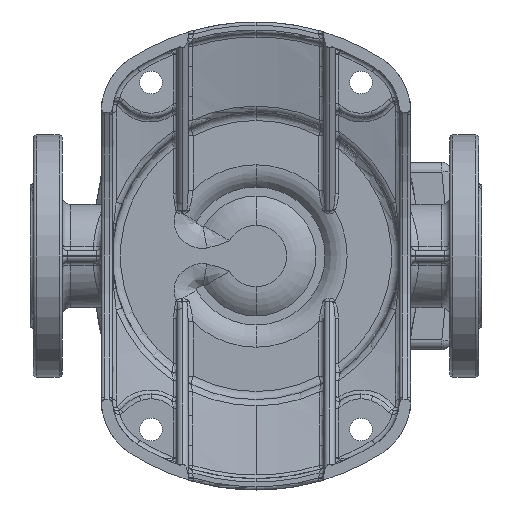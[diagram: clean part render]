
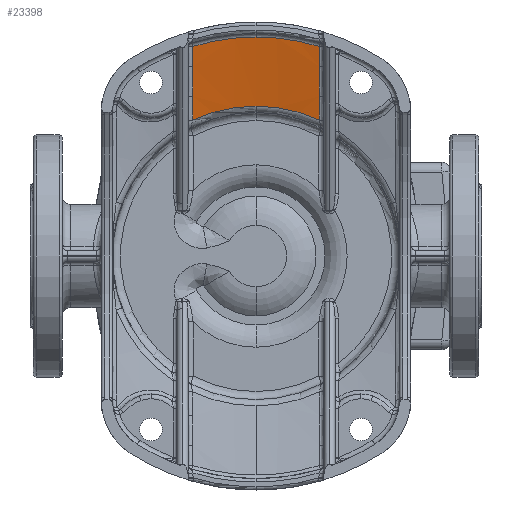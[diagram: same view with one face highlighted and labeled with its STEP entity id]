
A CAD part, front view. The second image highlights one B-rep face of the part: STEP entity #23398.
In plain terms, the highlighted conical face has half-angle 77 degrees and reference radius 38.425 mm.
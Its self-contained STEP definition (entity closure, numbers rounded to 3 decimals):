
#1074 = CIRCLE ( 'NONE', #9417, 135.675 ) ;
#3365 = CARTESIAN_POINT ( 'NONE',  ( -39.285, 33.35, 84.157 ) ) ;
#3562 = CIRCLE ( 'NONE', #45285, 92.875 ) ;
#3743 = CARTESIAN_POINT ( 'NONE',  ( -39.272, 32.382, 88.791 ) ) ;
#5598 = DIRECTION ( 'NONE',  ( 0., -1., 0. ) ) ;
#5990 = CARTESIAN_POINT ( 'NONE',  ( -39.195, 23.469, 129.89 ) ) ;
#6104 = CARTESIAN_POINT ( 'NONE',  ( -39.249, 30.2, 99.022 ) ) ;
#6455 = EDGE_CURVE ( 'NONE', #32698, #27990, #25959, .T. ) ;
#8827 = VERTEX_POINT ( 'NONE', #61157 ) ;
#9045 = EDGE_CURVE ( 'NONE', #41942, #36859, #56952, .T. ) ;
#9417 = AXIS2_PLACEMENT_3D ( 'NONE', #66212, #66968, #37109 ) ;
#11452 = CARTESIAN_POINT ( 'NONE',  ( 39.195, 23.469, 129.89 ) ) ;
#11575 = DIRECTION ( 'NONE',  ( 0., 0., -1. ) ) ;
#13582 = B_SPLINE_CURVE_WITH_KNOTS ( 'NONE', 3,
 ( #36239, #54920, #3743, #3365 ),
 .UNSPECIFIED., .F., .F.,
 ( 4, 4 ),
 ( 0., 1. ),
 .UNSPECIFIED. ) ;
#14255 = ORIENTED_EDGE ( 'NONE', *, *, #70987, .T. ) ;
#14347 = CARTESIAN_POINT ( 'NONE',  ( 39.249, 30.2, 99.022 ) ) ;
#14691 = B_SPLINE_CURVE_WITH_KNOTS ( 'NONE', 3,
 ( #45083, #29369, #23789, #73484, #68973, #69347, #11452 ),
 .UNSPECIFIED., .F., .F.,
 ( 4, 3, 4 ),
 ( 0., 0.006, 0.013 ),
 .UNSPECIFIED. ) ;
#15059 = CARTESIAN_POINT ( 'NONE',  ( 39.225, 27.649, 110.85 ) ) ;
#15682 = DIRECTION ( 'NONE',  ( 0., 0., -1. ) ) ;
#16965 = CARTESIAN_POINT ( 'NONE',  ( 0., 23.469, 135.675 ) ) ;
#17210 = CARTESIAN_POINT ( 'NONE',  ( -39.2, 24.331, 125.984 ) ) ;
#17816 = ORIENTED_EDGE ( 'NONE', *, *, #6455, .T. ) ;
#18764 = ORIENTED_EDGE ( 'NONE', *, *, #64698, .T. ) ;
#19917 = EDGE_CURVE ( 'NONE', #8827, #31456, #1074, .T. ) ;
#20328 = CARTESIAN_POINT ( 'NONE',  ( 39.249, 30.2, 99.022 ) ) ;
#21196 = CARTESIAN_POINT ( 'NONE',  ( 0., 33.35, 0. ) ) ;
#21314 = EDGE_CURVE ( 'NONE', #62325, #50817, #39316, .T. ) ;
#21768 = AXIS2_PLACEMENT_3D ( 'NONE', #28030, #5598, #11575 ) ;
#23398 = ADVANCED_FACE ( 'NONE', ( #66095 ), #29646, .F. ) ;
#23789 = CARTESIAN_POINT ( 'NONE',  ( 39.207, 25.353, 121.337 ) ) ;
#25390 = VERTEX_POINT ( 'NONE', #51245 ) ;
#25959 = B_SPLINE_CURVE_WITH_KNOTS ( 'NONE', 3,
 ( #5990, #35836, #17210, #35080, #51558, #29128, #69101 ),
 .UNSPECIFIED., .F., .F.,
 ( 4, 3, 4 ),
 ( 0., 0.006, 0.013 ),
 .UNSPECIFIED. ) ;
#26099 = AXIS2_PLACEMENT_3D ( 'NONE', #55268, #44054, #15682 ) ;
#26181 = B_SPLINE_CURVE_WITH_KNOTS ( 'NONE', 3,
 ( #20328, #26298, #15059, #43080 ),
 .UNSPECIFIED., .F., .F.,
 ( 4, 4 ),
 ( 0., 1. ),
 .UNSPECIFIED. ) ;
#26298 = CARTESIAN_POINT ( 'NONE',  ( 39.236, 28.98, 104.715 ) ) ;
#26636 = EDGE_CURVE ( 'NONE', #27990, #35069, #40621, .T. ) ;
#26990 = CARTESIAN_POINT ( 'NONE',  ( 39.272, 32.382, 88.791 ) ) ;
#27990 = VERTEX_POINT ( 'NONE', #56642 ) ;
#28030 = CARTESIAN_POINT ( 'NONE',  ( 0., 23.469, 0. ) ) ;
#29128 = CARTESIAN_POINT ( 'NONE',  ( -39.21, 25.728, 119.63 ) ) ;
#29369 = CARTESIAN_POINT ( 'NONE',  ( 39.211, 25.782, 119.383 ) ) ;
#29646 = CONICAL_SURFACE ( 'NONE', #26099, 38.425, 1.344 ) ;
#30467 = CARTESIAN_POINT ( 'NONE',  ( -39.285, 33.35, 84.157 ) ) ;
#31456 = VERTEX_POINT ( 'NONE', #16965 ) ;
#32698 = VERTEX_POINT ( 'NONE', #73892 ) ;
#35069 = VERTEX_POINT ( 'NONE', #6104 ) ;
#35080 = CARTESIAN_POINT ( 'NONE',  ( -39.203, 24.761, 124.031 ) ) ;
#35836 = CARTESIAN_POINT ( 'NONE',  ( -39.198, 23.9, 127.937 ) ) ;
#36239 = CARTESIAN_POINT ( 'NONE',  ( -39.249, 30.2, 99.022 ) ) ;
#36859 = VERTEX_POINT ( 'NONE', #14347 ) ;
#37109 = DIRECTION ( 'NONE',  ( 0., 0., -1. ) ) ;
#38613 = EDGE_CURVE ( 'NONE', #50817, #41942, #3562, .T. ) ;
#39251 = CARTESIAN_POINT ( 'NONE',  ( 0., 33.35, 92.875 ) ) ;
#39316 = CIRCLE ( 'NONE', #58403, 92.875 ) ;
#40621 = B_SPLINE_CURVE_WITH_KNOTS ( 'NONE', 3,
 ( #69576, #51665, #41557, #41934 ),
 .UNSPECIFIED., .F., .F.,
 ( 4, 4 ),
 ( 0., 1. ),
 .UNSPECIFIED. ) ;
#41557 = CARTESIAN_POINT ( 'NONE',  ( -39.236, 28.98, 104.715 ) ) ;
#41934 = CARTESIAN_POINT ( 'NONE',  ( -39.249, 30.2, 99.022 ) ) ;
#41942 = VERTEX_POINT ( 'NONE', #52721 ) ;
#43057 = CARTESIAN_POINT ( 'NONE',  ( 39.26, 31.332, 93.746 ) ) ;
#43080 = CARTESIAN_POINT ( 'NONE',  ( 39.214, 26.209, 117.43 ) ) ;
#43957 = DIRECTION ( 'NONE',  ( 0., 1., 0. ) ) ;
#44054 = DIRECTION ( 'NONE',  ( 0., -1., 0. ) ) ;
#44335 = DIRECTION ( 'NONE',  ( 0., 0., -1. ) ) ;
#45083 = CARTESIAN_POINT ( 'NONE',  ( 39.214, 26.209, 117.43 ) ) ;
#45285 = AXIS2_PLACEMENT_3D ( 'NONE', #21196, #43957, #44335 ) ;
#45779 = ORIENTED_EDGE ( 'NONE', *, *, #21314, .T. ) ;
#46313 = EDGE_CURVE ( 'NONE', #25390, #8827, #14691, .T. ) ;
#48663 = CARTESIAN_POINT ( 'NONE',  ( 39.249, 30.2, 99.022 ) ) ;
#48807 = EDGE_LOOP ( 'NONE', ( #45779, #58612, #53641, #58701, #51277, #50667, #14255, #17816, #50690, #18764 ) ) ;
#50667 = ORIENTED_EDGE ( 'NONE', *, *, #19917, .T. ) ;
#50690 = ORIENTED_EDGE ( 'NONE', *, *, #26636, .T. ) ;
#50817 = VERTEX_POINT ( 'NONE', #39251 ) ;
#51245 = CARTESIAN_POINT ( 'NONE',  ( 39.214, 26.209, 117.43 ) ) ;
#51277 = ORIENTED_EDGE ( 'NONE', *, *, #46313, .T. ) ;
#51399 = DIRECTION ( 'NONE',  ( 0., 1., 0. ) ) ;
#51558 = CARTESIAN_POINT ( 'NONE',  ( -39.207, 25.245, 121.831 ) ) ;
#51665 = CARTESIAN_POINT ( 'NONE',  ( -39.225, 27.649, 110.85 ) ) ;
#52707 = CIRCLE ( 'NONE', #21768, 135.675 ) ;
#52721 = CARTESIAN_POINT ( 'NONE',  ( 39.285, 33.35, 84.157 ) ) ;
#53641 = ORIENTED_EDGE ( 'NONE', *, *, #9045, .T. ) ;
#54920 = CARTESIAN_POINT ( 'NONE',  ( -39.26, 31.332, 93.746 ) ) ;
#55268 = CARTESIAN_POINT ( 'NONE',  ( 0., 45.921, 0. ) ) ;
#56642 = CARTESIAN_POINT ( 'NONE',  ( -39.214, 26.209, 117.43 ) ) ;
#56952 = B_SPLINE_CURVE_WITH_KNOTS ( 'NONE', 3,
 ( #66193, #26990, #43057, #48663 ),
 .UNSPECIFIED., .F., .F.,
 ( 4, 4 ),
 ( 0., 1. ),
 .UNSPECIFIED. ) ;
#56975 = CARTESIAN_POINT ( 'NONE',  ( 0., 33.35, 0. ) ) ;
#58403 = AXIS2_PLACEMENT_3D ( 'NONE', #56975, #51399, #69660 ) ;
#58612 = ORIENTED_EDGE ( 'NONE', *, *, #38613, .T. ) ;
#58701 = ORIENTED_EDGE ( 'NONE', *, *, #62546, .T. ) ;
#61157 = CARTESIAN_POINT ( 'NONE',  ( 39.195, 23.469, 129.89 ) ) ;
#62325 = VERTEX_POINT ( 'NONE', #30467 ) ;
#62546 = EDGE_CURVE ( 'NONE', #36859, #25390, #26181, .T. ) ;
#64698 = EDGE_CURVE ( 'NONE', #35069, #62325, #13582, .T. ) ;
#66095 = FACE_OUTER_BOUND ( 'NONE', #48807, .T. ) ;
#66193 = CARTESIAN_POINT ( 'NONE',  ( 39.285, 33.35, 84.157 ) ) ;
#66212 = CARTESIAN_POINT ( 'NONE',  ( 0., 23.469, 0. ) ) ;
#66968 = DIRECTION ( 'NONE',  ( 0., -1., 0. ) ) ;
#68973 = CARTESIAN_POINT ( 'NONE',  ( 39.201, 24.44, 125.49 ) ) ;
#69101 = CARTESIAN_POINT ( 'NONE',  ( -39.214, 26.209, 117.43 ) ) ;
#69347 = CARTESIAN_POINT ( 'NONE',  ( 39.198, 23.955, 127.69 ) ) ;
#69576 = CARTESIAN_POINT ( 'NONE',  ( -39.214, 26.209, 117.43 ) ) ;
#69660 = DIRECTION ( 'NONE',  ( 0., 0., -1. ) ) ;
#70987 = EDGE_CURVE ( 'NONE', #31456, #32698, #52707, .T. ) ;
#73484 = CARTESIAN_POINT ( 'NONE',  ( 39.205, 24.924, 123.29 ) ) ;
#73892 = CARTESIAN_POINT ( 'NONE',  ( -39.195, 23.469, 129.89 ) ) ;
